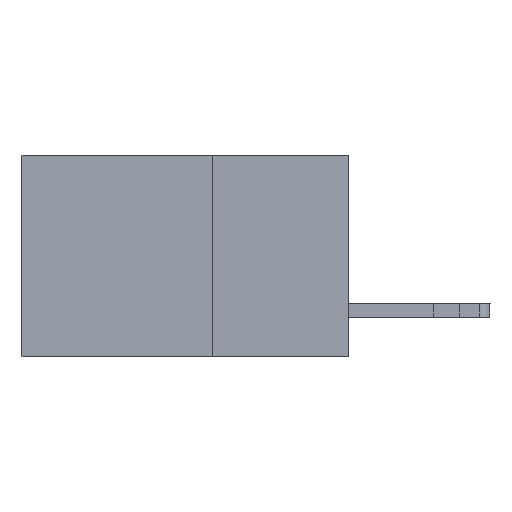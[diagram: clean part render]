
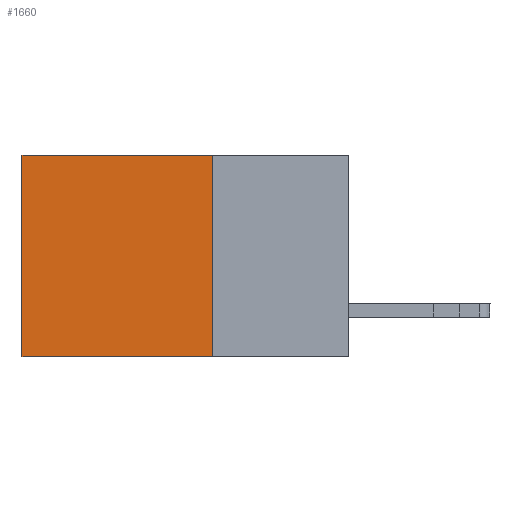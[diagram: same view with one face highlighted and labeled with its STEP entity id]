
A CAD part, left-side view. The second image highlights one B-rep face of the part: STEP entity #1660.
In plain terms, the highlighted planar face has unit normal (-1, 0, 0).
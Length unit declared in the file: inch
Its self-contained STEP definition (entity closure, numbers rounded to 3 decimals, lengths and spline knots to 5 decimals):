
#59 = PLANE ( 'NONE',  #2888 ) ;
#129 = VERTEX_POINT ( 'NONE', #603 ) ;
#208 = CARTESIAN_POINT ( 'NONE',  ( 0.298, 0.25, -0.37 ) ) ;
#603 = CARTESIAN_POINT ( 'NONE',  ( 0.298, 0.25, -0.37 ) ) ;
#943 = CARTESIAN_POINT ( 'NONE',  ( 0.298, 0.25, 0. ) ) ;
#1002 = CARTESIAN_POINT ( 'NONE',  ( 0.298, 0.25, 0. ) ) ;
#1189 = ORIENTED_EDGE ( 'NONE', *, *, #7406, .F. ) ;
#1215 = CARTESIAN_POINT ( 'NONE',  ( 0.298, 0.6, -0.37 ) ) ;
#1660 = ADVANCED_FACE ( 'NONE', ( #4745 ), #59, .F. ) ;
#1933 = DIRECTION ( 'NONE',  ( 0., 0., -1. ) ) ;
#2071 = ORIENTED_EDGE ( 'NONE', *, *, #9588, .T. ) ;
#2251 = EDGE_LOOP ( 'NONE', ( #2071, #6232, #1189, #8073 ) ) ;
#2581 = VERTEX_POINT ( 'NONE', #1215 ) ;
#2632 = DIRECTION ( 'NONE',  ( 0., 0., -1. ) ) ;
#2786 = CARTESIAN_POINT ( 'NONE',  ( 0.298, 0.6, 0. ) ) ;
#2888 = AXIS2_PLACEMENT_3D ( 'NONE', #943, #7666, #2632 ) ;
#3054 = DIRECTION ( 'NONE',  ( 0., 1., 0. ) ) ;
#3191 = CARTESIAN_POINT ( 'NONE',  ( 0.298, 0.6, 0. ) ) ;
#3466 = LINE ( 'NONE', #2786, #5988 ) ;
#3700 = VERTEX_POINT ( 'NONE', #3191 ) ;
#4745 = FACE_OUTER_BOUND ( 'NONE', #2251, .T. ) ;
#5481 = LINE ( 'NONE', #8094, #9440 ) ;
#5882 = VECTOR ( 'NONE', #7731, 39.37008 ) ;
#5988 = VECTOR ( 'NONE', #7932, 39.37008 ) ;
#6232 = ORIENTED_EDGE ( 'NONE', *, *, #7792, .F. ) ;
#7030 = LINE ( 'NONE', #208, #5882 ) ;
#7248 = EDGE_CURVE ( 'NONE', #9405, #3700, #5481, .T. ) ;
#7406 = EDGE_CURVE ( 'NONE', #9405, #129, #9699, .T. ) ;
#7666 = DIRECTION ( 'NONE',  ( 1., 0., 0. ) ) ;
#7731 = DIRECTION ( 'NONE',  ( 0., 1., 0. ) ) ;
#7792 = EDGE_CURVE ( 'NONE', #129, #2581, #7030, .T. ) ;
#7932 = DIRECTION ( 'NONE',  ( 0., 0., -1. ) ) ;
#8073 = ORIENTED_EDGE ( 'NONE', *, *, #7248, .T. ) ;
#8094 = CARTESIAN_POINT ( 'NONE',  ( 0.298, 0.25, 0. ) ) ;
#8751 = CARTESIAN_POINT ( 'NONE',  ( 0.298, 0.25, 0. ) ) ;
#9405 = VERTEX_POINT ( 'NONE', #1002 ) ;
#9440 = VECTOR ( 'NONE', #3054, 39.37008 ) ;
#9588 = EDGE_CURVE ( 'NONE', #3700, #2581, #3466, .T. ) ;
#9699 = LINE ( 'NONE', #8751, #10493 ) ;
#10493 = VECTOR ( 'NONE', #1933, 39.37008 ) ;
